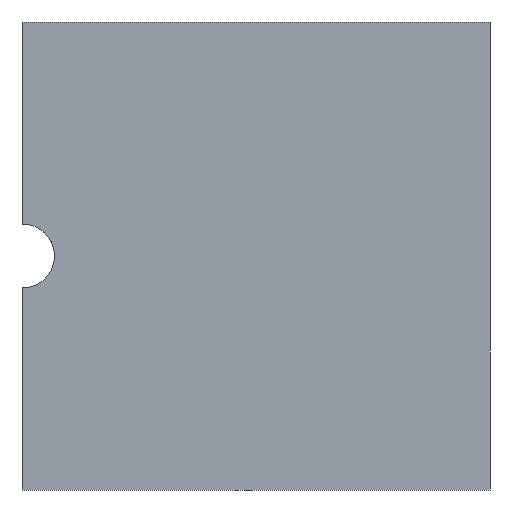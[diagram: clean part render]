
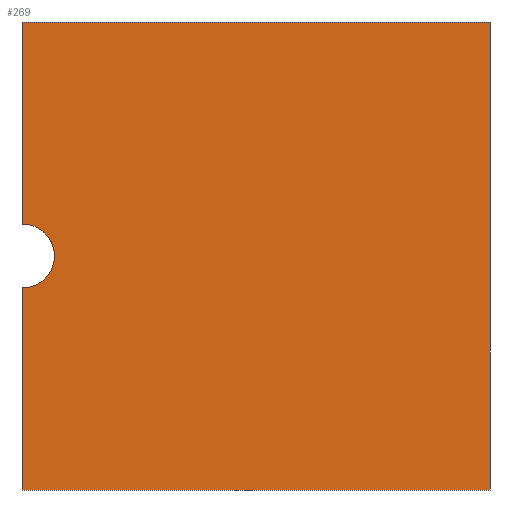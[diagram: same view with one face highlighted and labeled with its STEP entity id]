
A CAD part, front view. The second image highlights one B-rep face of the part: STEP entity #269.
In plain terms, the highlighted planar face has unit normal (0, -1, 0).
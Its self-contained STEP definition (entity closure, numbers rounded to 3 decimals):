
#19=PLANE('',#302);
#32=FACE_OUTER_BOUND('',#50,.T.);
#50=EDGE_LOOP('',(#194,#195,#196,#197,#198,#199));
#71=CIRCLE('',#301,3.001);
#85=LINE('',#449,#108);
#86=LINE('',#451,#109);
#87=LINE('',#453,#110);
#88=LINE('',#455,#111);
#89=LINE('',#456,#112);
#108=VECTOR('',#340,10.);
#109=VECTOR('',#341,10.);
#110=VECTOR('',#342,10.);
#111=VECTOR('',#343,10.);
#112=VECTOR('',#344,10.);
#132=VERTEX_POINT('',#442);
#133=VERTEX_POINT('',#444);
#134=VERTEX_POINT('',#448);
#135=VERTEX_POINT('',#450);
#136=VERTEX_POINT('',#452);
#137=VERTEX_POINT('',#454);
#156=EDGE_CURVE('',#133,#132,#71,.T.);
#158=EDGE_CURVE('',#132,#134,#85,.T.);
#159=EDGE_CURVE('',#134,#135,#86,.T.);
#160=EDGE_CURVE('',#135,#136,#87,.T.);
#161=EDGE_CURVE('',#136,#137,#88,.T.);
#162=EDGE_CURVE('',#137,#133,#89,.T.);
#194=ORIENTED_EDGE('',*,*,#156,.T.);
#195=ORIENTED_EDGE('',*,*,#158,.T.);
#196=ORIENTED_EDGE('',*,*,#159,.T.);
#197=ORIENTED_EDGE('',*,*,#160,.T.);
#198=ORIENTED_EDGE('',*,*,#161,.T.);
#199=ORIENTED_EDGE('',*,*,#162,.T.);
#269=ADVANCED_FACE('',(#32),#19,.F.);
#301=AXIS2_PLACEMENT_3D('',#445,#335,#336);
#302=AXIS2_PLACEMENT_3D('',#447,#338,#339);
#335=DIRECTION('center_axis',(0.,1.,0.));
#336=DIRECTION('ref_axis',(-0.022,0.,-1.));
#338=DIRECTION('center_axis',(0.,1.,0.));
#339=DIRECTION('ref_axis',(1.,0.,0.));
#340=DIRECTION('',(0.,0.,-1.));
#341=DIRECTION('',(1.,0.,0.));
#342=DIRECTION('',(0.,0.,1.));
#343=DIRECTION('',(-1.,0.,0.));
#344=DIRECTION('',(0.,0.,-1.));
#442=CARTESIAN_POINT('',(0.,0.,19.));
#444=CARTESIAN_POINT('',(0.,0.,25.));
#445=CARTESIAN_POINT('Origin',(0.066,0.,22.));
#447=CARTESIAN_POINT('Origin',(22.,0.,22.));
#448=CARTESIAN_POINT('',(0.,0.,0.));
#449=CARTESIAN_POINT('',(0.,0.,44.));
#450=CARTESIAN_POINT('',(44.,0.,0.));
#451=CARTESIAN_POINT('',(0.,0.,0.));
#452=CARTESIAN_POINT('',(44.,0.,44.));
#453=CARTESIAN_POINT('',(44.,0.,0.));
#454=CARTESIAN_POINT('',(0.,0.,44.));
#455=CARTESIAN_POINT('',(44.,0.,44.));
#456=CARTESIAN_POINT('',(0.,0.,44.));
